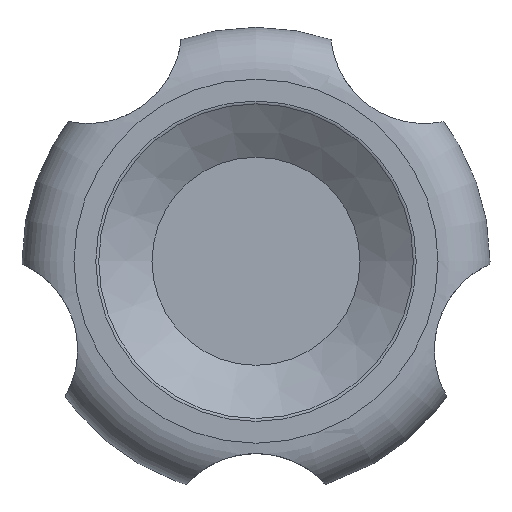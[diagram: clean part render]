
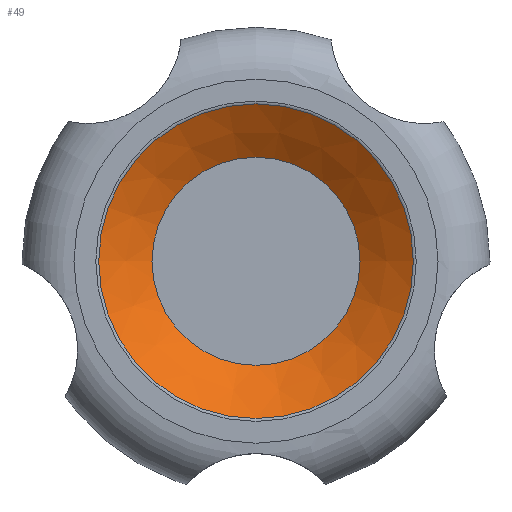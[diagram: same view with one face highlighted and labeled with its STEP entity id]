
A CAD part, top view. The second image highlights one B-rep face of the part: STEP entity #49.
In plain terms, the highlighted conical face has half-angle 56.31 degrees and reference radius 30.5 mm.
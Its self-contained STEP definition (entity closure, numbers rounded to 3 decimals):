
#49 = ADVANCED_FACE( '', ( #116, #117 ), #118, .F. );
#116 = FACE_OUTER_BOUND( '', #222, .T. );
#117 = FACE_BOUND( '', #223, .T. );
#118 = CONICAL_SURFACE( '', #224, 30.5, 0.983 );
#222 = EDGE_LOOP( '', ( #322 ) );
#223 = EDGE_LOOP( '', ( #323 ) );
#224 = AXIS2_PLACEMENT_3D( '', #324, #325, #326 );
#322 = ORIENTED_EDGE( '', *, *, #470, .T. );
#323 = ORIENTED_EDGE( '', *, *, #471, .F. );
#324 = CARTESIAN_POINT( '', ( 0., 0., 52. ) );
#325 = DIRECTION( '', ( 0., 0., 1. ) );
#326 = DIRECTION( '', ( 1., 0., 0. ) );
#470 = EDGE_CURVE( '', #519, #519, #520, .F. );
#471 = EDGE_CURVE( '', #521, #521, #522, .T. );
#519 = VERTEX_POINT( '', #592 );
#520 = CIRCLE( '', #593, 30.248 );
#521 = VERTEX_POINT( '', #594 );
#522 = CIRCLE( '', #595, 20. );
#592 = CARTESIAN_POINT( '', ( -30.248, 0., 51.832 ) );
#593 = AXIS2_PLACEMENT_3D( '', #1191, #1192, #1193 );
#594 = CARTESIAN_POINT( '', ( 20., 0., 45. ) );
#595 = AXIS2_PLACEMENT_3D( '', #1194, #1195, #1196 );
#1191 = CARTESIAN_POINT( '', ( 0., 0., 51.832 ) );
#1192 = DIRECTION( '', ( 0., 0., -1. ) );
#1193 = DIRECTION( '', ( -1., 0., 0. ) );
#1194 = CARTESIAN_POINT( '', ( 0., 0., 45. ) );
#1195 = DIRECTION( '', ( 0., 0., 1. ) );
#1196 = DIRECTION( '', ( 1., 0., 0. ) );
